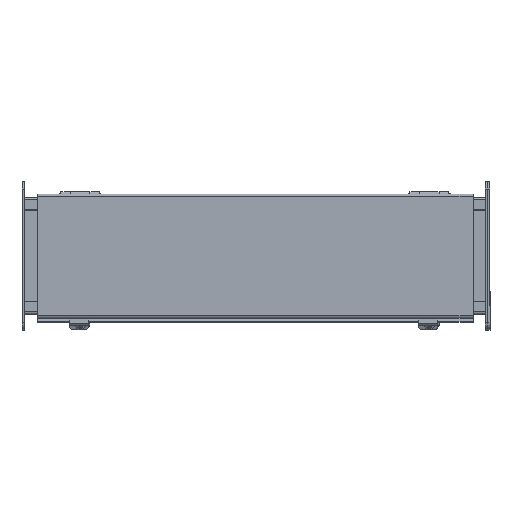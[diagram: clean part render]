
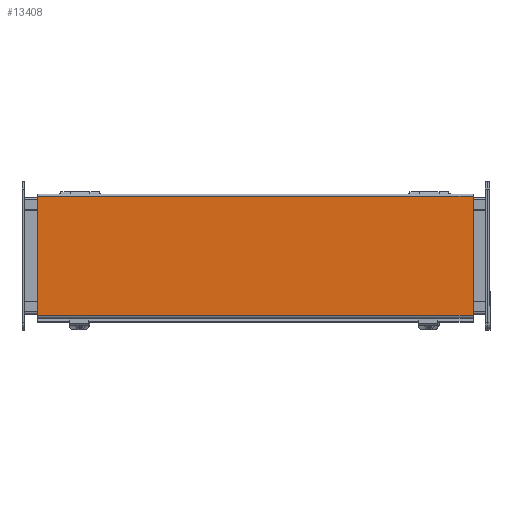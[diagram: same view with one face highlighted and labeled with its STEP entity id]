
A CAD part, top view. The second image highlights one B-rep face of the part: STEP entity #13408.
In plain terms, the highlighted planar face has unit normal (0, 0, 1).
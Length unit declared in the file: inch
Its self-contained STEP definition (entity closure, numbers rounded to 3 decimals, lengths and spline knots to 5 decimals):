
#890 = EDGE_CURVE ( 'NONE', #3906, #6715, #2935, .T. ) ;
#1809 = VECTOR ( 'NONE', #1911, 39.37008 ) ;
#1911 = DIRECTION ( 'NONE',  ( 0., 1., 0. ) ) ;
#1985 = AXIS2_PLACEMENT_3D ( 'NONE', #6300, #6367, #8342 ) ;
#2935 = LINE ( 'NONE', #12970, #1809 ) ;
#3369 = CARTESIAN_POINT ( 'NONE',  ( 11.25, 3.0785, 6.172 ) ) ;
#3864 = EDGE_CURVE ( 'NONE', #11945, #12741, #10035, .T. ) ;
#3906 = VERTEX_POINT ( 'NONE', #6478 ) ;
#3953 = LINE ( 'NONE', #14121, #6896 ) ;
#5122 = DIRECTION ( 'NONE',  ( -1., 0., 0. ) ) ;
#5139 = PLANE ( 'NONE',  #1985 ) ;
#5522 = CARTESIAN_POINT ( 'NONE',  ( -11.218, -3.1885, 6.172 ) ) ;
#5829 = VECTOR ( 'NONE', #8333, 39.37008 ) ;
#6221 = FACE_OUTER_BOUND ( 'NONE', #13654, .T. ) ;
#6300 = CARTESIAN_POINT ( 'NONE',  ( -11.218, -3.1885, 6.172 ) ) ;
#6367 = DIRECTION ( 'NONE',  ( 0., 0., 1. ) ) ;
#6478 = CARTESIAN_POINT ( 'NONE',  ( 11.25, -3.0805, 6.172 ) ) ;
#6711 = ORIENTED_EDGE ( 'NONE', *, *, #890, .T. ) ;
#6715 = VERTEX_POINT ( 'NONE', #3369 ) ;
#6896 = VECTOR ( 'NONE', #5122, 39.37008 ) ;
#7186 = ORIENTED_EDGE ( 'NONE', *, *, #3864, .T. ) ;
#7188 = VECTOR ( 'NONE', #7568, 39.37008 ) ;
#7568 = DIRECTION ( 'NONE',  ( 0., -1., 0. ) ) ;
#8021 = EDGE_CURVE ( 'NONE', #12741, #3906, #8180, .T. ) ;
#8180 = LINE ( 'NONE', #9195, #5829 ) ;
#8333 = DIRECTION ( 'NONE',  ( 1., 0., 0. ) ) ;
#8342 = DIRECTION ( 'NONE',  ( 1., 0., 0. ) ) ;
#9195 = CARTESIAN_POINT ( 'NONE',  ( -11.218, -3.0805, 6.172 ) ) ;
#9314 = ORIENTED_EDGE ( 'NONE', *, *, #13773, .T. ) ;
#9667 = CARTESIAN_POINT ( 'NONE',  ( -11.218, -3.0805, 6.172 ) ) ;
#10035 = LINE ( 'NONE', #5522, #7188 ) ;
#10132 = ORIENTED_EDGE ( 'NONE', *, *, #8021, .T. ) ;
#11945 = VERTEX_POINT ( 'NONE', #14183 ) ;
#12741 = VERTEX_POINT ( 'NONE', #9667 ) ;
#12970 = CARTESIAN_POINT ( 'NONE',  ( 11.25, -3.1885, 6.172 ) ) ;
#13408 = ADVANCED_FACE ( 'NONE', ( #6221 ), #5139, .T. ) ;
#13654 = EDGE_LOOP ( 'NONE', ( #7186, #10132, #6711, #9314 ) ) ;
#13773 = EDGE_CURVE ( 'NONE', #6715, #11945, #3953, .T. ) ;
#14121 = CARTESIAN_POINT ( 'NONE',  ( -11.218, 3.0785, 6.172 ) ) ;
#14183 = CARTESIAN_POINT ( 'NONE',  ( -11.218, 3.0785, 6.172 ) ) ;
